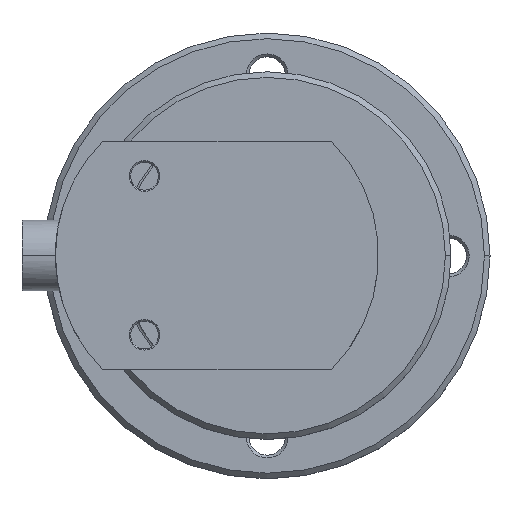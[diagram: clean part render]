
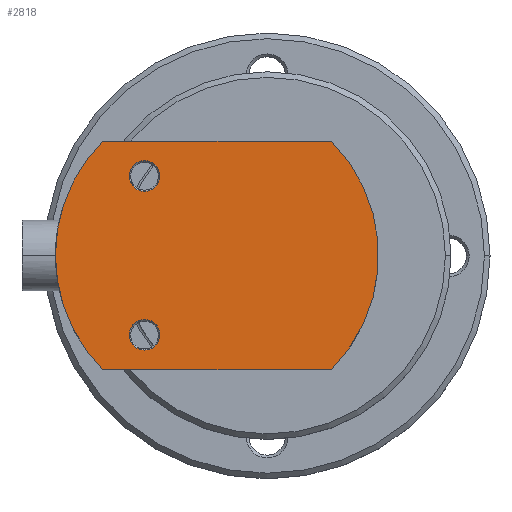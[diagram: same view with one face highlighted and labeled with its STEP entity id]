
A CAD part, top view. The second image highlights one B-rep face of the part: STEP entity #2818.
In plain terms, the highlighted face is planar.
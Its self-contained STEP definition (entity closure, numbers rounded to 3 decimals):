
#22 = CIRCLE ( 'NONE', #908, 29. ) ;
#142 = EDGE_CURVE ( 'NONE', #3361, #1876, #2074, .T. ) ;
#233 = CIRCLE ( 'NONE', #2695, 2.75 ) ;
#351 = ORIENTED_EDGE ( 'NONE', *, *, #3546, .F. ) ;
#357 = VECTOR ( 'NONE', #3465, 1000. ) ;
#376 = CARTESIAN_POINT ( 'NONE',  ( -15.75, -14.25, 0. ) ) ;
#444 = EDGE_CURVE ( 'NONE', #1876, #3361, #2090, .T. ) ;
#478 = ORIENTED_EDGE ( 'NONE', *, *, #1944, .F. ) ;
#479 = DIRECTION ( 'NONE',  ( 0., 0., 1. ) ) ;
#495 = ORIENTED_EDGE ( 'NONE', *, *, #1194, .T. ) ;
#534 = VECTOR ( 'NONE', #3518, 1000. ) ;
#575 = EDGE_LOOP ( 'NONE', ( #2452, #1280 ) ) ;
#596 = CARTESIAN_POINT ( 'NONE',  ( -13., 14.25, 0. ) ) ;
#726 = ORIENTED_EDGE ( 'NONE', *, *, #1770, .F. ) ;
#804 = DIRECTION ( 'NONE',  ( 0., 0., 1. ) ) ;
#809 = CARTESIAN_POINT ( 'NONE',  ( -13., -14.25, 0. ) ) ;
#827 = CARTESIAN_POINT ( 'NONE',  ( 0., 0., 0. ) ) ;
#841 = AXIS2_PLACEMENT_3D ( 'NONE', #3826, #1412, #2047 ) ;
#850 = FACE_BOUND ( 'NONE', #575, .T. ) ;
#862 = VERTEX_POINT ( 'NONE', #376 ) ;
#908 = AXIS2_PLACEMENT_3D ( 'NONE', #1130, #1439, #1147 ) ;
#910 = CARTESIAN_POINT ( 'NONE',  ( -15.75, 14.25, 0. ) ) ;
#952 = VERTEX_POINT ( 'NONE', #3659 ) ;
#978 = AXIS2_PLACEMENT_3D ( 'NONE', #3551, #479, #2663 ) ;
#1092 = DIRECTION ( 'NONE',  ( 0., 0., 1. ) ) ;
#1130 = CARTESIAN_POINT ( 'NONE',  ( 0., 0., 0. ) ) ;
#1147 = DIRECTION ( 'NONE',  ( 1., 0., 0. ) ) ;
#1190 = DIRECTION ( 'NONE',  ( 0., 0., 1. ) ) ;
#1194 = EDGE_CURVE ( 'NONE', #3076, #862, #2861, .T. ) ;
#1254 = CARTESIAN_POINT ( 'NONE',  ( -13., 14.25, 0. ) ) ;
#1280 = ORIENTED_EDGE ( 'NONE', *, *, #142, .T. ) ;
#1288 = VERTEX_POINT ( 'NONE', #3634 ) ;
#1412 = DIRECTION ( 'NONE',  ( 0., 0., 1. ) ) ;
#1439 = DIRECTION ( 'NONE',  ( 0., 0., 1. ) ) ;
#1442 = LINE ( 'NONE', #1703, #534 ) ;
#1703 = CARTESIAN_POINT ( 'NONE',  ( 0., 20.5, 0. ) ) ;
#1770 = EDGE_CURVE ( 'NONE', #1288, #952, #3376, .T. ) ;
#1793 = AXIS2_PLACEMENT_3D ( 'NONE', #827, #2046, #2064 ) ;
#1803 = CARTESIAN_POINT ( 'NONE',  ( -20.512, 20.5, 0. ) ) ;
#1805 = DIRECTION ( 'NONE',  ( 1., 0., 0. ) ) ;
#1840 = AXIS2_PLACEMENT_3D ( 'NONE', #596, #1190, #2402 ) ;
#1876 = VERTEX_POINT ( 'NONE', #2839 ) ;
#1944 = EDGE_CURVE ( 'NONE', #2328, #1288, #22, .T. ) ;
#1962 = VERTEX_POINT ( 'NONE', #3572 ) ;
#2003 = DIRECTION ( 'NONE',  ( 1., 0., 0. ) ) ;
#2008 = FACE_BOUND ( 'NONE', #2872, .T. ) ;
#2046 = DIRECTION ( 'NONE',  ( 0., 0., 1. ) ) ;
#2047 = DIRECTION ( 'NONE',  ( 1., 0., 0. ) ) ;
#2064 = DIRECTION ( 'NONE',  ( 1., 0., 0. ) ) ;
#2074 = CIRCLE ( 'NONE', #2339, 2.75 ) ;
#2090 = CIRCLE ( 'NONE', #1840, 2.75 ) ;
#2213 = ORIENTED_EDGE ( 'NONE', *, *, #3004, .T. ) ;
#2328 = VERTEX_POINT ( 'NONE', #1803 ) ;
#2339 = AXIS2_PLACEMENT_3D ( 'NONE', #1254, #3339, #1805 ) ;
#2368 = AXIS2_PLACEMENT_3D ( 'NONE', #2838, #804, #2003 ) ;
#2402 = DIRECTION ( 'NONE',  ( 1., 0., 0. ) ) ;
#2413 = ORIENTED_EDGE ( 'NONE', *, *, #3025, .F. ) ;
#2452 = ORIENTED_EDGE ( 'NONE', *, *, #444, .T. ) ;
#2663 = DIRECTION ( 'NONE',  ( 1., 0., 0. ) ) ;
#2667 = FACE_OUTER_BOUND ( 'NONE', #3469, .T. ) ;
#2695 = AXIS2_PLACEMENT_3D ( 'NONE', #809, #1092, #3195 ) ;
#2818 = ADVANCED_FACE ( 'NONE', ( #2008, #850, #2667 ), #3262, .F. ) ;
#2838 = CARTESIAN_POINT ( 'NONE',  ( 0., 0., 0. ) ) ;
#2839 = CARTESIAN_POINT ( 'NONE',  ( -10.25, 14.25, 0. ) ) ;
#2861 = CIRCLE ( 'NONE', #841, 2.75 ) ;
#2867 = LINE ( 'NONE', #3421, #357 ) ;
#2872 = EDGE_LOOP ( 'NONE', ( #495, #2213 ) ) ;
#2938 = CARTESIAN_POINT ( 'NONE',  ( -10.25, -14.25, 0. ) ) ;
#3004 = EDGE_CURVE ( 'NONE', #862, #3076, #233, .T. ) ;
#3008 = EDGE_CURVE ( 'NONE', #3312, #2328, #1442, .T. ) ;
#3025 = EDGE_CURVE ( 'NONE', #1962, #3312, #3261, .T. ) ;
#3076 = VERTEX_POINT ( 'NONE', #2938 ) ;
#3145 = ORIENTED_EDGE ( 'NONE', *, *, #3008, .F. ) ;
#3195 = DIRECTION ( 'NONE',  ( 1., 0., 0. ) ) ;
#3261 = CIRCLE ( 'NONE', #978, 29. ) ;
#3262 = PLANE ( 'NONE',  #1793 ) ;
#3312 = VERTEX_POINT ( 'NONE', #3660 ) ;
#3339 = DIRECTION ( 'NONE',  ( 0., 0., 1. ) ) ;
#3361 = VERTEX_POINT ( 'NONE', #910 ) ;
#3376 = CIRCLE ( 'NONE', #2368, 29. ) ;
#3421 = CARTESIAN_POINT ( 'NONE',  ( 0., -20.5, 0. ) ) ;
#3465 = DIRECTION ( 'NONE',  ( 1., 0., 0. ) ) ;
#3469 = EDGE_LOOP ( 'NONE', ( #3145, #2413, #351, #726, #478 ) ) ;
#3518 = DIRECTION ( 'NONE',  ( -1., 0., 0. ) ) ;
#3546 = EDGE_CURVE ( 'NONE', #952, #1962, #2867, .T. ) ;
#3551 = CARTESIAN_POINT ( 'NONE',  ( 0., 0., 0. ) ) ;
#3572 = CARTESIAN_POINT ( 'NONE',  ( 20.512, -20.5, 0. ) ) ;
#3634 = CARTESIAN_POINT ( 'NONE',  ( -29., 0., 0. ) ) ;
#3659 = CARTESIAN_POINT ( 'NONE',  ( -20.512, -20.5, 0. ) ) ;
#3660 = CARTESIAN_POINT ( 'NONE',  ( 20.512, 20.5, 0. ) ) ;
#3826 = CARTESIAN_POINT ( 'NONE',  ( -13., -14.25, 0. ) ) ;
